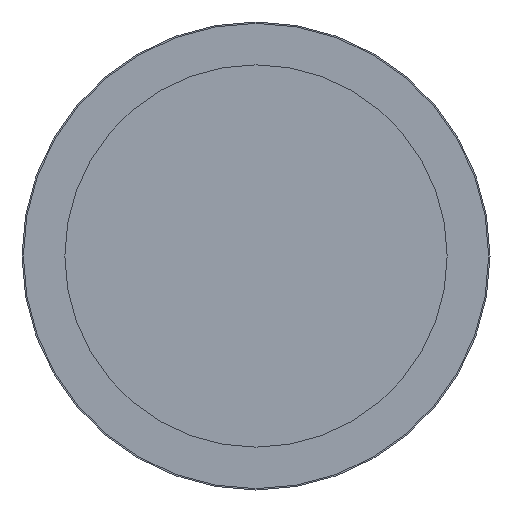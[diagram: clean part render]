
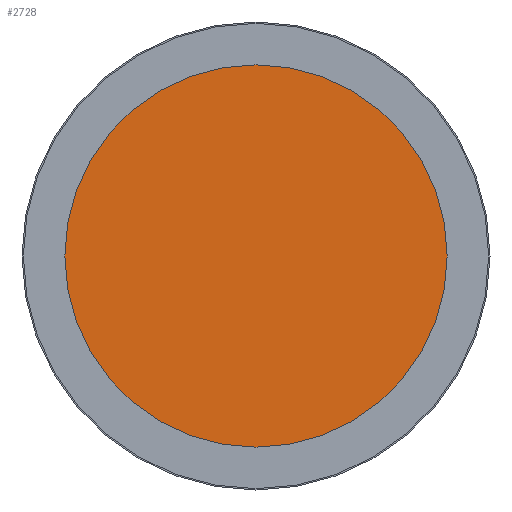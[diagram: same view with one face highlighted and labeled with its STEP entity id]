
A CAD part, left-side view. The second image highlights one B-rep face of the part: STEP entity #2728.
In plain terms, the highlighted planar face has unit normal (-1, 0, 0).
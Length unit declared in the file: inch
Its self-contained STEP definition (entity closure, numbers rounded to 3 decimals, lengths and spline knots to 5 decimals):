
#201 = EDGE_LOOP ( 'NONE', ( #3872, #1067 ) ) ;
#229 = VERTEX_POINT ( 'NONE', #326 ) ;
#326 = CARTESIAN_POINT ( 'NONE',  ( -0.18358, -0.25877, 0. ) ) ;
#420 = DIRECTION ( 'NONE',  ( 0., -1., 0. ) ) ;
#851 = DIRECTION ( 'NONE',  ( 0., 1., 0. ) ) ;
#1067 = ORIENTED_EDGE ( 'NONE', *, *, #2517, .T. ) ;
#1173 = DIRECTION ( 'NONE',  ( 0., -1., 0. ) ) ;
#1192 = CIRCLE ( 'NONE', #4448, 0.25877 ) ;
#1368 = AXIS2_PLACEMENT_3D ( 'NONE', #2138, #1780, #851 ) ;
#1780 = DIRECTION ( 'NONE',  ( -1., 0., 0. ) ) ;
#2118 = CARTESIAN_POINT ( 'NONE',  ( -0.18358, 0., 0. ) ) ;
#2138 = CARTESIAN_POINT ( 'NONE',  ( -0.18358, 0., 0. ) ) ;
#2213 = AXIS2_PLACEMENT_3D ( 'NONE', #2118, #2995, #420 ) ;
#2464 = CARTESIAN_POINT ( 'NONE',  ( -0.18358, 0.25877, 0. ) ) ;
#2517 = EDGE_CURVE ( 'NONE', #229, #5089, #1192, .T. ) ;
#2728 = ADVANCED_FACE ( 'NONE', ( #3084 ), #4432, .T. ) ;
#2995 = DIRECTION ( 'NONE',  ( -1., 0., 0. ) ) ;
#3033 = EDGE_CURVE ( 'NONE', #5089, #229, #4826, .T. ) ;
#3084 = FACE_OUTER_BOUND ( 'NONE', #201, .T. ) ;
#3872 = ORIENTED_EDGE ( 'NONE', *, *, #3033, .T. ) ;
#4240 = CARTESIAN_POINT ( 'NONE',  ( -0.18358, 0., 0. ) ) ;
#4432 = PLANE ( 'NONE',  #1368 ) ;
#4448 = AXIS2_PLACEMENT_3D ( 'NONE', #4240, #5546, #1173 ) ;
#4826 = CIRCLE ( 'NONE', #2213, 0.25877 ) ;
#5089 = VERTEX_POINT ( 'NONE', #2464 ) ;
#5546 = DIRECTION ( 'NONE',  ( -1., 0., 0. ) ) ;
